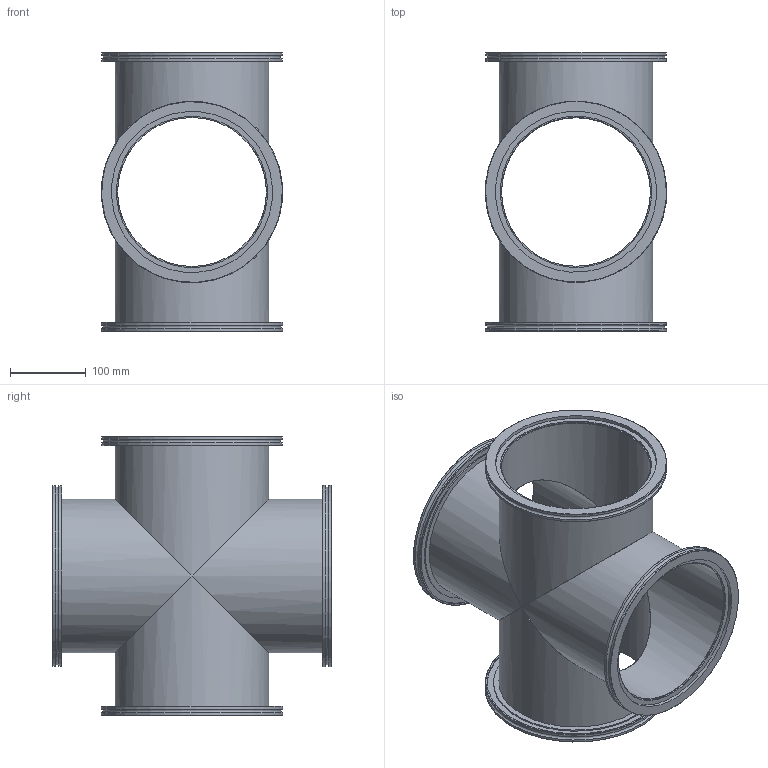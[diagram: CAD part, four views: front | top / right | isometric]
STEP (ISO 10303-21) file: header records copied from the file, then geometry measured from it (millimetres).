
FILE_DESCRIPTION(/* description */ (''),/* implementation_level */ '2;1');
FILE_NAME(/* name */ 'FL-4X200LF.stp',/* time_stamp */ '2019-01-28T09:51:22+00:00',/* author */ ('paul'),/* organization */ (''),/* preprocessor_version */ 'ST-DEVELOPER v17.2',/* originating_system */ 'Autodesk Inventor 2019',/* authorisation */ '');
FILE_SCHEMA (('AUTOMOTIVE_DESIGN { 1 0 10303 214 3 1 1 }'));
Length unit declared in the file: millimetre
Products named in the file (3): FL-4X25KF; Tube; FL-200LF-W
Assembly tree (8 placements, depth 2):
  FL-4X25KF
    Tube  x4
    FL-200LF-W  x4
Bounding box: 239.73 x 368.8 x 368.8 mm (x, y, z)
Volume: 1378163.8 mm3; surface area: 787530.9 mm2
Topology: 8 solids, 8 shells, 84 faces, 200 edges, 144 vertices
Faces by surface type: plane 36, cylinder 36, cone 8, torus 4
Full cylindrical faces by diameter (mm): 197 x4, 200 x4, 203.2 x4, 204 x4, 213 x4, 218.3 x4, 235 x4, 240 x8
Entity records: 815 total; most frequent: DIRECTION 151, CARTESIAN_POINT 118, ORIENTED_EDGE 100, AXIS2_PLACEMENT_3D 69, EDGE_CURVE 50, VERTEX_POINT 36, CIRCLE 33, EDGE_LOOP 28
